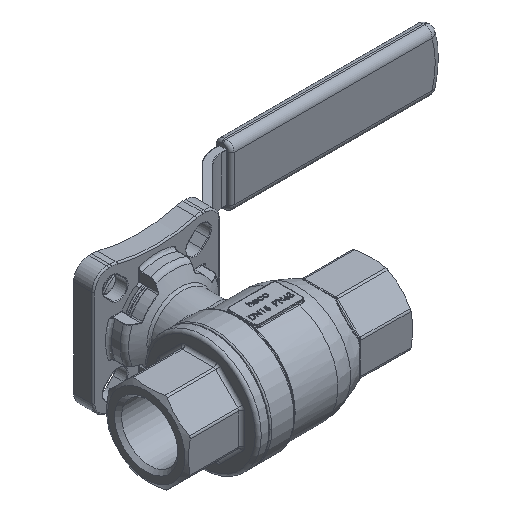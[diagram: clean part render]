
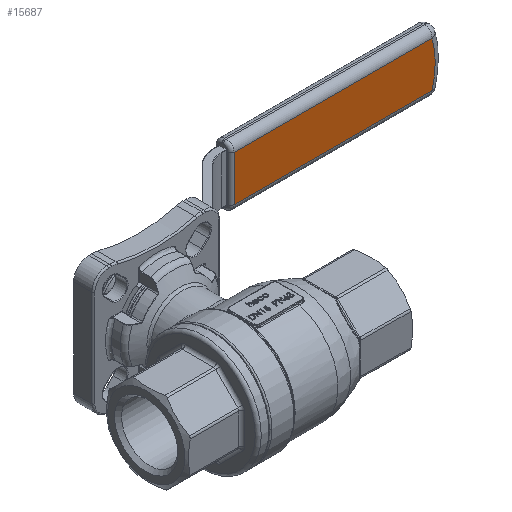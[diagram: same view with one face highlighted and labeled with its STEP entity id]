
A CAD part, isometric view. The second image highlights one B-rep face of the part: STEP entity #15687.
In plain terms, the highlighted planar face has unit normal (0, -1, 0).
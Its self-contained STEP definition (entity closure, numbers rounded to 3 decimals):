
#288 = EDGE_CURVE ( 'NONE', #49871, #36905, #39094, .T. ) ;
#510 = CARTESIAN_POINT ( 'NONE',  ( 51., 59., 7.5 ) ) ;
#15687 = ADVANCED_FACE ( 'NONE', ( #39195 ), #58755, .F. ) ;
#21501 = LINE ( 'NONE', #47748, #21555 ) ;
#21555 = VECTOR ( 'NONE', #47749, 1000. ) ;
#21843 = CARTESIAN_POINT ( 'NONE',  ( 51., 59., -7.5 ) ) ;
#21863 = CARTESIAN_POINT ( 'NONE',  ( 116.458, 59., 7.5 ) ) ;
#21876 = CARTESIAN_POINT ( 'NONE',  ( 116.458, 59., -7.5 ) ) ;
#27673 = VECTOR ( 'NONE', #46069, 1000. ) ;
#27674 = LINE ( 'NONE', #46067, #27673 ) ;
#30814 = DIRECTION ( 'NONE',  ( -1., 0., 0. ) ) ;
#31285 = CARTESIAN_POINT ( 'NONE',  ( 50., 59., 7.5 ) ) ;
#36905 = VERTEX_POINT ( 'NONE', #510 ) ;
#38651 = VECTOR ( 'NONE', #30814, 1000. ) ;
#39094 = LINE ( 'NONE', #31285, #38651 ) ;
#39195 = FACE_OUTER_BOUND ( 'NONE', #39700, .T. ) ;
#39257 = CIRCLE ( 'NONE', #41792, 27.5 ) ;
#39700 = EDGE_LOOP ( 'NONE', ( #49997, #49878, #50105, #50142 ) ) ;
#41537 = AXIS2_PLACEMENT_3D ( 'NONE', #58757, #58759, #58762 ) ;
#41792 = AXIS2_PLACEMENT_3D ( 'NONE', #47897, #47898, #47899 ) ;
#46067 = CARTESIAN_POINT ( 'NONE',  ( 50., 59., -7.5 ) ) ;
#46069 = DIRECTION ( 'NONE',  ( 1., 0., 0. ) ) ;
#47748 = CARTESIAN_POINT ( 'NONE',  ( 51., 59., 10. ) ) ;
#47749 = DIRECTION ( 'NONE',  ( 0., 0., -1. ) ) ;
#47897 = CARTESIAN_POINT ( 'NONE',  ( 90., 59., 0. ) ) ;
#47898 = DIRECTION ( 'NONE',  ( 0., -1., 0. ) ) ;
#47899 = DIRECTION ( 'NONE',  ( 0., 0., 1. ) ) ;
#49854 = VERTEX_POINT ( 'NONE', #21876 ) ;
#49871 = VERTEX_POINT ( 'NONE', #21863 ) ;
#49878 = ORIENTED_EDGE ( 'NONE', *, *, #56820, .T. ) ;
#49909 = VERTEX_POINT ( 'NONE', #21843 ) ;
#49997 = ORIENTED_EDGE ( 'NONE', *, *, #288, .T. ) ;
#50105 = ORIENTED_EDGE ( 'NONE', *, *, #54892, .T. ) ;
#50142 = ORIENTED_EDGE ( 'NONE', *, *, #57327, .T. ) ;
#54892 = EDGE_CURVE ( 'NONE', #49909, #49854, #27674, .T. ) ;
#56820 = EDGE_CURVE ( 'NONE', #36905, #49909, #21501, .T. ) ;
#57327 = EDGE_CURVE ( 'NONE', #49854, #49871, #39257, .T. ) ;
#58755 = PLANE ( 'NONE',  #41537 ) ;
#58757 = CARTESIAN_POINT ( 'NONE',  ( 50., 59., 10. ) ) ;
#58759 = DIRECTION ( 'NONE',  ( 0., 1., 0. ) ) ;
#58762 = DIRECTION ( 'NONE',  ( 0., 0., 1. ) ) ;
